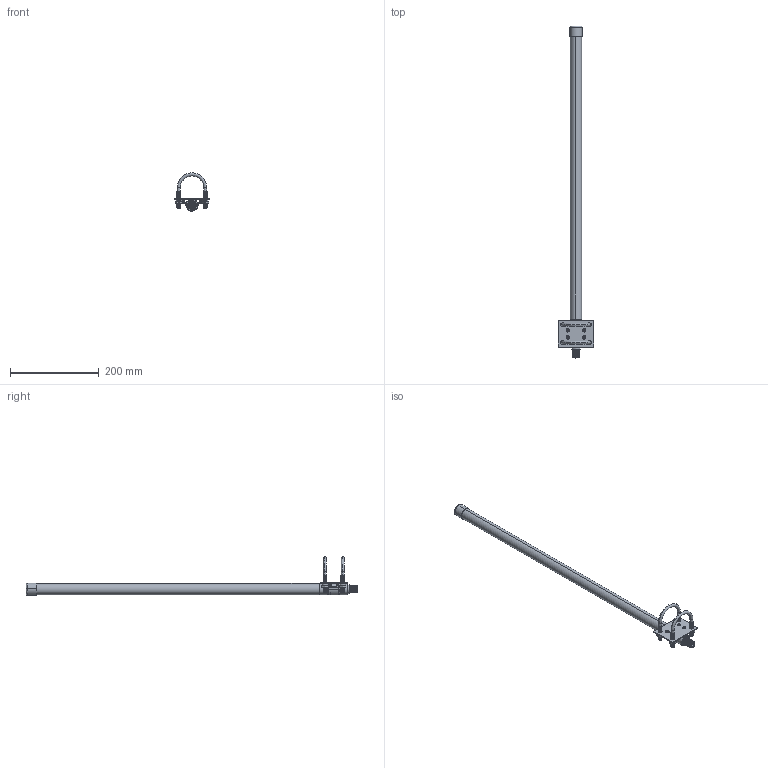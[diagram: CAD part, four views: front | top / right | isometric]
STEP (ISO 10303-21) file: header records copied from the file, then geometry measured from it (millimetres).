
FILE_DESCRIPTION (( 'STEP AP214' ), '1' );
FILE_NAME ('FM51040_3D.step', '2023-01-20T21:42:00', ( '' ), ( '' ), 'SwSTEP 2.0', 'SolidWorks 2022', '' );
FILE_SCHEMA (( 'AUTOMOTIVE_DESIGN' ));
Length unit declared in the file: inch
Products named in the file (15): W24FG12A_01^W35FG11B-NF(2)_FM51040_; FM51040_3D; TANJIE_8^JM-2400AT1_ASM_W35FG11B-NF(2)_FM51040_2; W24FG12A_05^W35FG11B-NF(2)_FM51040_; W24FG12A_064^W35FG11B-NF(2)_FM51040_2; W24FG12A_02; WNFG9E_06^W35FG11B-NF(2)_W24FG12A_02; JM_2400AT1_01^JM-2400AT1_ASM_W35FG11B-NF(2)_FM51040_2; JM_2400AT1_03^JM-2400AT1_ASM_W35FG11B-NF(2)_FM51040_2; JM-2400AT1_ASM^W35FG11B-NF(2)_FM51040_2; JM_2400AT1_02^JM-2400AT1_ASM_W35FG11B-NF(2)_FM51040_2; LUOMU_M8^JM-2400AT1_ASM_W35FG11B-NF(2)_FM51040_2; DIANPIAN_8^JM-2400AT1_ASM_W35FG11B-NF(2)_FM51040_2; W35FG11B-NF(2)^W24FG12A_02; KM4X12^JM-2400AT1_ASM_W35FG11B-NF(2)_FM51040_2
Assembly tree (27 placements, depth 4):
  FM51040_3D
    W24FG12A_02
      W35FG11B-NF(2)^W24FG12A_02
        W24FG12A_01^W35FG11B-NF(2)_FM51040_
        W24FG12A_064^W35FG11B-NF(2)_FM51040_2
        WNFG9E_06^W35FG11B-NF(2)_W24FG12A_02
        W24FG12A_05^W35FG11B-NF(2)_FM51040_
    JM-2400AT1_ASM^W35FG11B-NF(2)_FM51040_2
      JM_2400AT1_02^JM-2400AT1_ASM_W35FG11B-NF(2)_FM51040_2
      JM_2400AT1_03^JM-2400AT1_ASM_W35FG11B-NF(2)_FM51040_2  x2
      KM4X12^JM-2400AT1_ASM_W35FG11B-NF(2)_FM51040_2  x4
      DIANPIAN_8^JM-2400AT1_ASM_W35FG11B-NF(2)_FM51040_2  x4
      TANJIE_8^JM-2400AT1_ASM_W35FG11B-NF(2)_FM51040_2  x4
      LUOMU_M8^JM-2400AT1_ASM_W35FG11B-NF(2)_FM51040_2  x4
      JM_2400AT1_01^JM-2400AT1_ASM_W35FG11B-NF(2)_FM51040_2
Bounding box: 80 x 749.96 x 86.54 mm (x, y, z)
Volume: 307055.3 mm3; surface area: 136736.3 mm2
Topology: 24 solids, 24 shells, 756 faces, 2115 edges, 1439 vertices
Faces by surface type: cylinder 262, plane 195, bspline 152, cone 114, torus 33
Entity records: 41925 total; most frequent: CARTESIAN_POINT 30311, ORIENTED_EDGE 2514, DIRECTION 1924, EDGE_CURVE 1257, VERTEX_POINT 845, AXIS2_PLACEMENT_3D 783, EDGE_LOOP 532, B_SPLINE_CURVE_WITH_KNOTS 532
